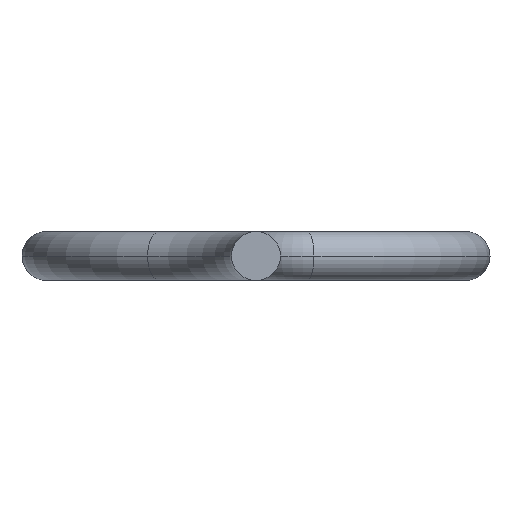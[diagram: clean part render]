
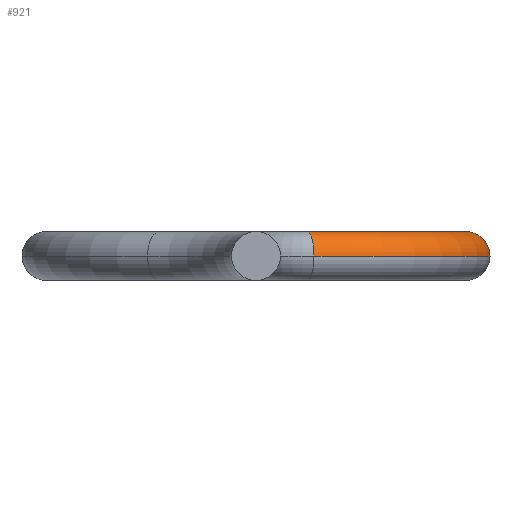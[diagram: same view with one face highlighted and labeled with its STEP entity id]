
A CAD part, front view. The second image highlights one B-rep face of the part: STEP entity #921.
In plain terms, the highlighted toroidal (fillet/blend) face has major radius 51.5 mm and minor radius 6 mm.
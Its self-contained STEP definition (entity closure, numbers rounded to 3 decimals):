
#13 = ORIENTED_EDGE ( 'NONE', *, *, #3937, .T. ) ;
#79 = ORIENTED_EDGE ( 'NONE', *, *, #5705, .T. ) ;
#125 = CARTESIAN_POINT ( 'NONE',  ( 14.229, 594.288, 0. ) ) ;
#132 = CARTESIAN_POINT ( 'NONE',  ( 12.744, 600.102, 0. ) ) ;
#291 = CIRCLE ( 'NONE', #6084, 57.5 ) ;
#317 = VERTEX_POINT ( 'NONE', #2583 ) ;
#584 = ORIENTED_EDGE ( 'NONE', *, *, #3091, .F. ) ;
#659 = DIRECTION ( 'NONE',  ( 0., 0., 1. ) ) ;
#921 = ADVANCED_FACE ( 'NONE', ( #1604 ), #5672, .T. ) ;
#1296 = CARTESIAN_POINT ( 'NONE',  ( 0., 650., 0. ) ) ;
#1604 = FACE_OUTER_BOUND ( 'NONE', #6487, .T. ) ;
#1624 = VERTEX_POINT ( 'NONE', #3479 ) ;
#1836 = DIRECTION ( 'NONE',  ( 1., 0., 0. ) ) ;
#2367 = DIRECTION ( 'NONE',  ( 0., 0., 1. ) ) ;
#2583 = CARTESIAN_POINT ( 'NONE',  ( 11.259, 605.915, 0. ) ) ;
#2847 = AXIS2_PLACEMENT_3D ( 'NONE', #132, #3752, #659 ) ;
#3020 = CIRCLE ( 'NONE', #2847, 6. ) ;
#3052 = CARTESIAN_POINT ( 'NONE',  ( 51.5, 650., 0. ) ) ;
#3091 = EDGE_CURVE ( 'NONE', #317, #1624, #4247, .T. ) ;
#3261 = VERTEX_POINT ( 'NONE', #3653 ) ;
#3479 = CARTESIAN_POINT ( 'NONE',  ( 45.5, 650., 0. ) ) ;
#3581 = DIRECTION ( 'NONE',  ( 0., 0., -1. ) ) ;
#3653 = CARTESIAN_POINT ( 'NONE',  ( 57.5, 650., 0. ) ) ;
#3752 = DIRECTION ( 'NONE',  ( 0.969, 0.247, 0. ) ) ;
#3937 = EDGE_CURVE ( 'NONE', #317, #5606, #3020, .T. ) ;
#4247 = CIRCLE ( 'NONE', #4844, 45.5 ) ;
#4299 = AXIS2_PLACEMENT_3D ( 'NONE', #5637, #6039, #5609 ) ;
#4844 = AXIS2_PLACEMENT_3D ( 'NONE', #1296, #4925, #1836 ) ;
#4925 = DIRECTION ( 'NONE',  ( 0., 0., 1. ) ) ;
#5010 = EDGE_CURVE ( 'NONE', #3261, #1624, #5725, .T. ) ;
#5427 = CARTESIAN_POINT ( 'NONE',  ( 0., 650., 0. ) ) ;
#5606 = VERTEX_POINT ( 'NONE', #125 ) ;
#5609 = DIRECTION ( 'NONE',  ( 1., 0., 0. ) ) ;
#5637 = CARTESIAN_POINT ( 'NONE',  ( 0., 650., 0. ) ) ;
#5672 = TOROIDAL_SURFACE ( 'NONE', #4299, 51.5, 6. ) ;
#5705 = EDGE_CURVE ( 'NONE', #5606, #3261, #291, .T. ) ;
#5725 = CIRCLE ( 'NONE', #5891, 6. ) ;
#5891 = AXIS2_PLACEMENT_3D ( 'NONE', #3052, #6448, #3581 ) ;
#5898 = DIRECTION ( 'NONE',  ( 1., 0., 0. ) ) ;
#6039 = DIRECTION ( 'NONE',  ( 0., 0., 1. ) ) ;
#6084 = AXIS2_PLACEMENT_3D ( 'NONE', #5427, #2367, #5898 ) ;
#6101 = ORIENTED_EDGE ( 'NONE', *, *, #5010, .T. ) ;
#6448 = DIRECTION ( 'NONE',  ( 0., -1., 0. ) ) ;
#6487 = EDGE_LOOP ( 'NONE', ( #13, #79, #6101, #584 ) ) ;
